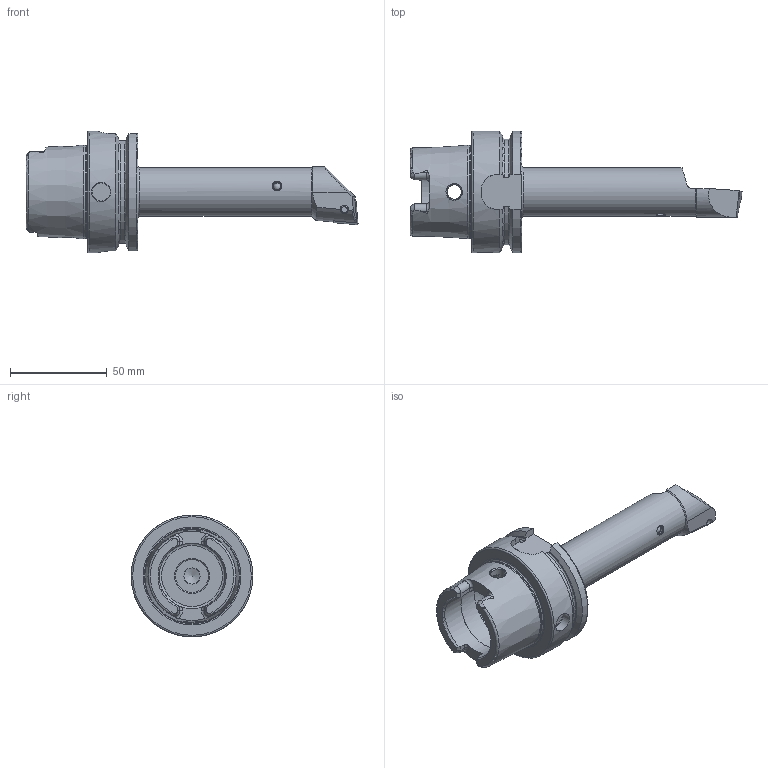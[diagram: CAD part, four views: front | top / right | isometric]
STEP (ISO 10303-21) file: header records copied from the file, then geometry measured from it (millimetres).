
FILE_DESCRIPTION (( 'STEP AP214' ), '1' );
FILE_NAME ('HA6.BCC.RLA.140.STEP', '2020-11-23T14:55:57', ( '' ), ( '' ), 'SwSTEP 2.0', 'SolidWorks 2017', '' );
FILE_SCHEMA (( 'AUTOMOTIVE_DESIGN' ));
Length unit declared in the file: millimetre
Products named in the file (5): KVT_MB_600_050; HA6.BCC.RLA.140; CCMT120404; HA6-BCC.RLA.140_A; WCC-ER2.001.010_A
Assembly tree (4 placements, depth 2):
  HA6.BCC.RLA.140
    HA6-BCC.RLA.140_A
    CCMT120404
    WCC-ER2.001.010_A
    KVT_MB_600_050
Bounding box: 171.86 x 63 x 63 mm (x, y, z)
Volume: 125677.1 mm3; surface area: 34011.8 mm2
Topology: 5 solids, 5 shells, 241 faces, 638 edges, 398 vertices
Faces by surface type: plane 75, cylinder 61, cone 57, torus 24, bspline 23, sphere 1
Full cylindrical faces by diameter (mm): 4 x1, 4.2 x5, 5 x4, 5.5 x1, 7 x1, 7.5 x2, 7.6 x1, 8.4 x1, 10 x1, 17 x1, 19 x1, 25 x1, 34 x2, 40 x1, 47.941 x1, 63 x1
Entity records: 9331 total; most frequent: CARTESIAN_POINT 3946, ORIENTED_EDGE 1078, DIRECTION 968, EDGE_CURVE 539, AXIS2_PLACEMENT_3D 394, VERTEX_POINT 373, EDGE_LOOP 316, FACE_OUTER_BOUND 277
